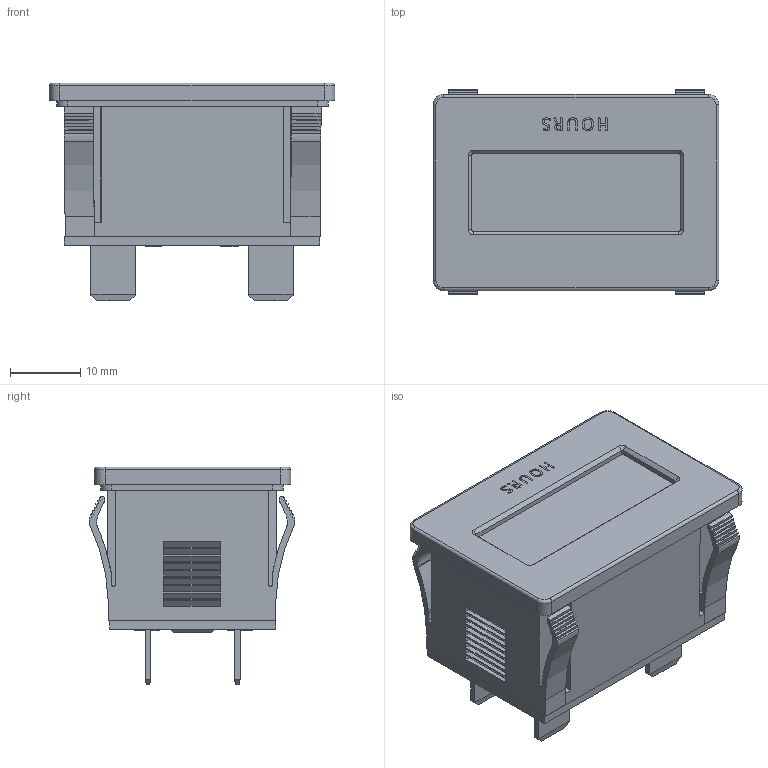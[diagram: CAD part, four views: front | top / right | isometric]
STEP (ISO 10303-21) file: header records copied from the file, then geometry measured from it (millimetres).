
FILE_DESCRIPTION (( 'STEP AP203' ), '1' );
FILE_NAME ('3410-2000.step', '2021-09-29T10:27:52', ( '' ), ( '' ), 'SwSTEP 2.0', 'SolidWorks 2021', '' );
FILE_SCHEMA (( 'CONFIG_CONTROL_DESIGN' ));
Length unit declared in the file: millimetre
Products named in the file (1): 3410-2000
Bounding box: 40.6 x 29.16 x 30.98 mm (x, y, z)
Volume: 20225.1 mm3; surface area: 7846.5 mm2
Topology: 1 solids, 1 shells, 722 faces, 2106 edges, 1413 vertices
Faces by surface type: plane 496, bspline 134, cylinder 78, cone 10, torus 4
Entity records: 29330 total; most frequent: CARTESIAN_POINT 10967, ORIENTED_EDGE 4212, DIRECTION 3137, EDGE_CURVE 2106, VECTOR 1595, LINE 1595, VERTEX_POINT 1413, EDGE_LOOP 803
